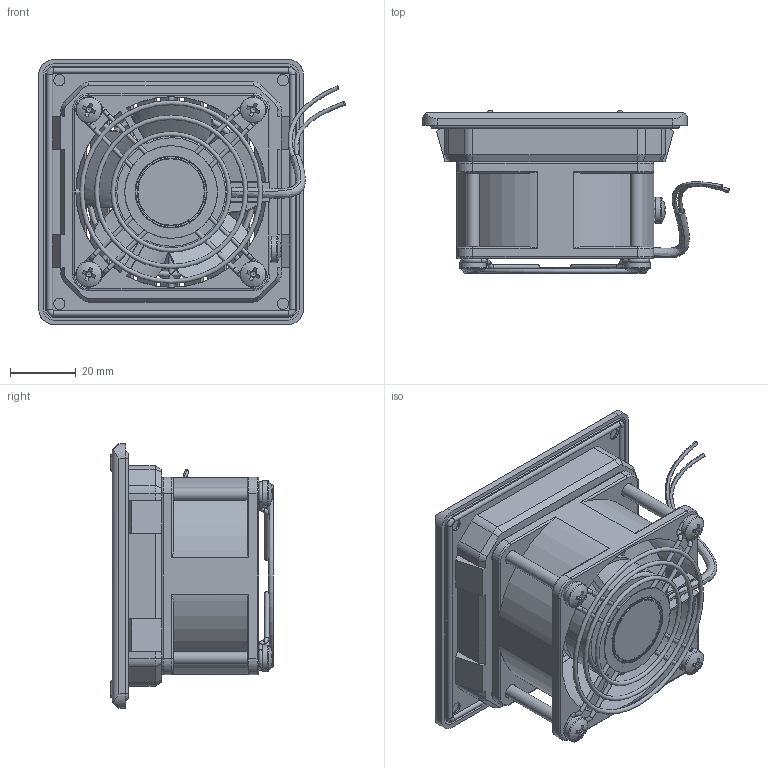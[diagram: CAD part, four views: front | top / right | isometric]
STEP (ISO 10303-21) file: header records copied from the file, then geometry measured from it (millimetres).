
FILE_DESCRIPTION(/* description */ (''),/* implementation_level */ '2;1');
FILE_NAME(/* name */ '04-021-00001_ZSB-GV80.stp',/* time_stamp */ '2016-04-26T16:24:36+02:00',/* author */ ('tp'),/* organization */ (''),/* preprocessor_version */ 'ST-DEVELOPER v15.2',/* originating_system */ 'Autodesk Inventor 2014',/* authorisation */ '');
FILE_SCHEMA (('AUTOMOTIVE_DESIGN { 1 0 10303 214 3 1 1 }'));
Length unit declared in the file: millimetre
Products named in the file (1): 04-021-00001_ZSB-GV80_Shrinkwrap_1
Bounding box: 93.21 x 49.45 x 80.5 mm (x, y, z)
Surface area: 66521.6 mm2 (no closed solid volume)
Topology: 0 solids, 19 shells, 809 faces, 2098 edges, 1298 vertices
Faces by surface type: plane 356, cylinder 204, torus 100, cone 90, bspline 54, sphere 5
Full cylindrical faces by diameter (mm): 1.3 x24, 1.6 x24, 3.3 x5, 3.4 x4, 4 x9, 4.3 x1, 4.5 x12, 4.857 x4, 7 x5, 8 x5, 19.794 x1, 20.394 x1, 21.685 x1, 28.163 x1, 35 x2, 58 x1
Entity records: 30751 total; most frequent: CARTESIAN_POINT 11545, ORIENTED_EDGE 3754, DIRECTION 3675, EDGE_CURVE 1869, AXIS2_PLACEMENT_3D 1438, VERTEX_POINT 1248, EDGE_LOOP 1089, STYLED_ITEM 809
